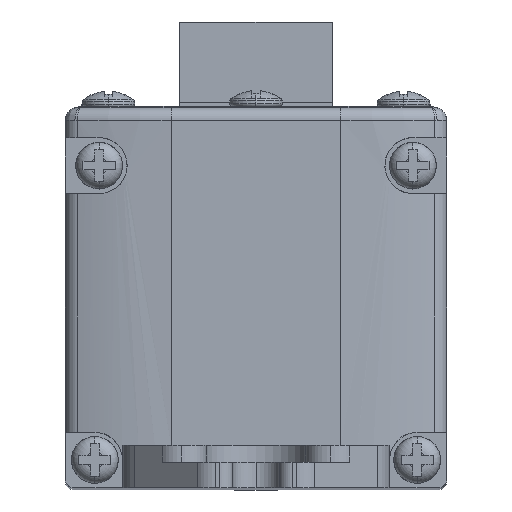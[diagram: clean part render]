
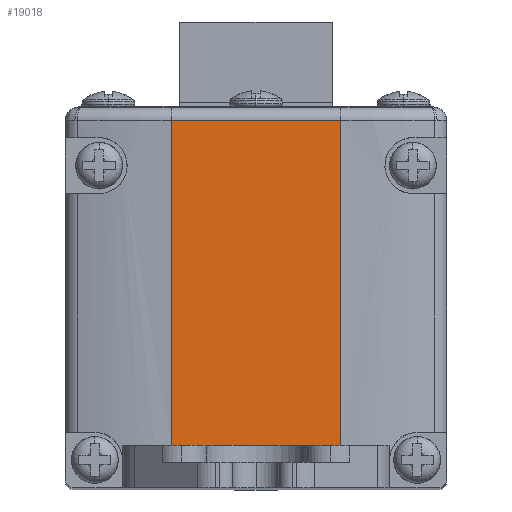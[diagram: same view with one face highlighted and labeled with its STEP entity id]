
A CAD part, top view. The second image highlights one B-rep face of the part: STEP entity #19018.
In plain terms, the highlighted planar face has unit normal (0, 0, 1).
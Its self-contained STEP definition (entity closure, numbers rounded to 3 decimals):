
#56 = ORIENTED_EDGE ( 'NONE', *, *, #2354, .F. ) ;
#57 = ORIENTED_EDGE ( 'NONE', *, *, #21442, .T. ) ;
#58 = ORIENTED_EDGE ( 'NONE', *, *, #21425, .T. ) ;
#59 = ORIENTED_EDGE ( 'NONE', *, *, #2427, .T. ) ;
#2354 = EDGE_CURVE ( 'NONE', #20860, #20922, #9453, .T. ) ;
#2427 = EDGE_CURVE ( 'NONE', #20955, #20922, #9689, .T. ) ;
#4604 = VECTOR ( 'NONE', #9462, 1000. ) ;
#4686 = VECTOR ( 'NONE', #9703, 1000. ) ;
#9453 = LINE ( 'NONE', #9461, #4604 ) ;
#9461 = CARTESIAN_POINT ( 'NONE',  ( -10., 0., 63. ) ) ;
#9462 = DIRECTION ( 'NONE',  ( 0., 1., 0. ) ) ;
#9689 = LINE ( 'NONE', #9701, #4686 ) ;
#9701 = CARTESIAN_POINT ( 'NONE',  ( 22.5, 43.349, 63. ) ) ;
#9703 = DIRECTION ( 'NONE',  ( -1., 0., 0. ) ) ;
#10761 = AXIS2_PLACEMENT_3D ( 'NONE', #12498, #12509, #12510 ) ;
#12498 = CARTESIAN_POINT ( 'NONE',  ( 22.5, 45., 63. ) ) ;
#12506 = FACE_OUTER_BOUND ( 'NONE', #19531, .T. ) ;
#12507 = PLANE ( 'NONE',  #10761 ) ;
#12509 = DIRECTION ( 'NONE',  ( 0., 0., 1. ) ) ;
#12510 = DIRECTION ( 'NONE',  ( 1., 0., 0. ) ) ;
#16453 = CARTESIAN_POINT ( 'NONE',  ( 10., 5., 63. ) ) ;
#16454 = CARTESIAN_POINT ( 'NONE',  ( -10., 5., 63. ) ) ;
#16516 = CARTESIAN_POINT ( 'NONE',  ( -10., 43.349, 63. ) ) ;
#16549 = CARTESIAN_POINT ( 'NONE',  ( 10., 43.349, 63. ) ) ;
#17141 = LINE ( 'NONE', #17142, #17301 ) ;
#17142 = CARTESIAN_POINT ( 'NONE',  ( 10., 0., 63. ) ) ;
#17143 = DIRECTION ( 'NONE',  ( 0., 1., 0. ) ) ;
#17301 = VECTOR ( 'NONE', #17143, 1000. ) ;
#17323 = VECTOR ( 'NONE', #17426, 1000. ) ;
#17415 = LINE ( 'NONE', #17416, #17323 ) ;
#17416 = CARTESIAN_POINT ( 'NONE',  ( 22.5, 5., 63. ) ) ;
#17426 = DIRECTION ( 'NONE',  ( 1., 0., 0. ) ) ;
#19018 = ADVANCED_FACE ( 'NONE', ( #12506 ), #12507, .T. ) ;
#19531 = EDGE_LOOP ( 'NONE', ( #56, #57, #58, #59 ) ) ;
#20859 = VERTEX_POINT ( 'NONE', #16453 ) ;
#20860 = VERTEX_POINT ( 'NONE', #16454 ) ;
#20922 = VERTEX_POINT ( 'NONE', #16516 ) ;
#20955 = VERTEX_POINT ( 'NONE', #16549 ) ;
#21425 = EDGE_CURVE ( 'NONE', #20859, #20955, #17141, .T. ) ;
#21442 = EDGE_CURVE ( 'NONE', #20860, #20859, #17415, .T. ) ;
